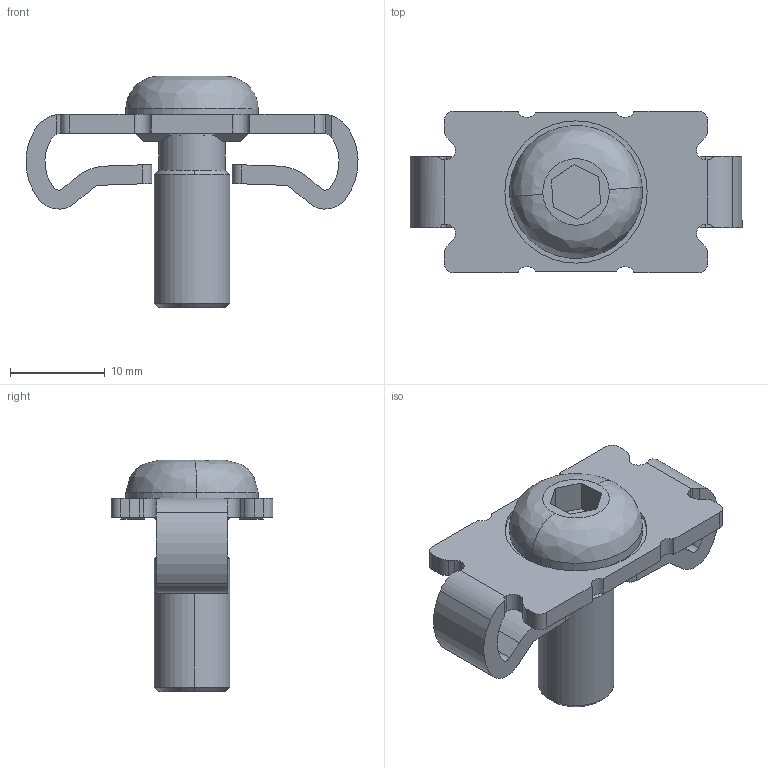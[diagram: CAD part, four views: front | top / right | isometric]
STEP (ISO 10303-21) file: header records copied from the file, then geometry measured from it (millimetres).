
FILE_DESCRIPTION (( 'STEP AP214' ), '1' );
FILE_NAME ('FIXE08E1552-Fixation standard 8 40 Zn ESD.step', '2023-03-24T10:04:54', ( 'Altae' ), ( '' ), 'SwSTEP 2.0', 'SolidWorks 2021', '' );
FILE_SCHEMA (( 'AUTOMOTIVE_DESIGN' ));
Length unit declared in the file: millimetre
Products named in the file (1): FIXE08E1552-Fixation standard 8 40 Zn ESD
Bounding box: 34.99 x 17 x 24.4 mm (x, y, z)
Volume: 2825.8 mm3; surface area: 2835 mm2
Topology: 2 solids, 2 shells, 153 faces, 408 edges, 270 vertices
Faces by surface type: plane 99, cylinder 46, bspline 4, cone 4
Entity records: 6636 total; most frequent: CARTESIAN_POINT 1068, ORIENTED_EDGE 816, DIRECTION 786, EDGE_CURVE 408, VECTOR 282, LINE 282, VERTEX_POINT 270, AXIS2_PLACEMENT_3D 252
